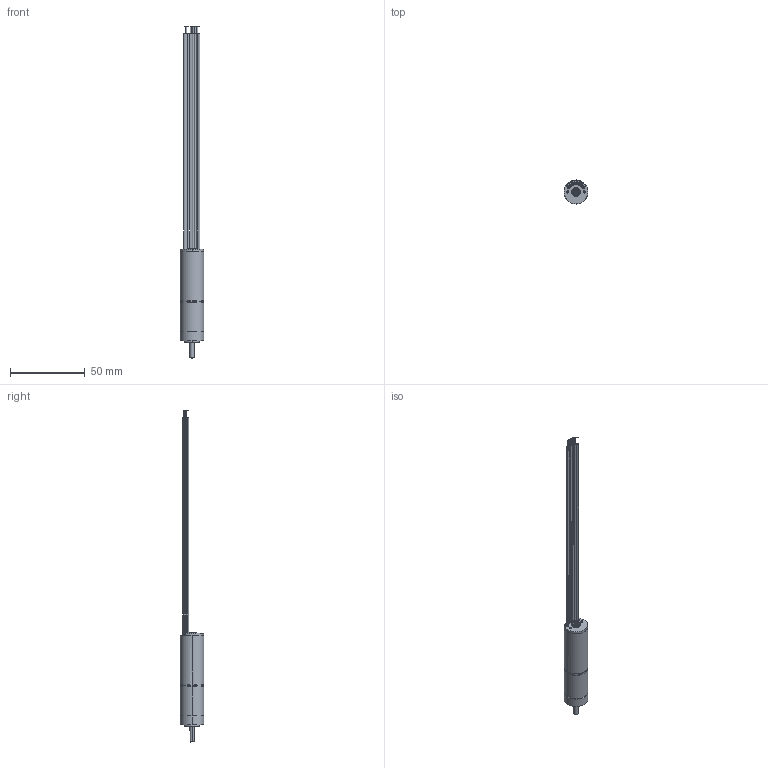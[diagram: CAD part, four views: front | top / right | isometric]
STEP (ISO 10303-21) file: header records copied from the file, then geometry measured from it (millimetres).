
FILE_DESCRIPTION (( 'STEP AP203' ), '1' );
FILE_NAME ('ECU16036+PG16M-0172.STEP', '2020-12-24T09:14:55', ( '88' ), ( '' ), 'SwSTEP 2.0', 'SolidWorks 2014', '' );
FILE_SCHEMA (( 'CONFIG_CONTROL_DESIGN' ));
Length unit declared in the file: millimetre
Products named in the file (1): ECU16036+PG16M-0172
Bounding box: 16 x 16 x 222.7 mm (x, y, z)
Surface area: 11423.2 mm2 (no closed solid volume)
Topology: 0 solids, 26 shells, 142 faces, 385 edges, 272 vertices
Faces by surface type: cylinder 77, plane 33, cone 20, bspline 12
Entity records: 5318 total; most frequent: CARTESIAN_POINT 1591, DIRECTION 851, ORIENTED_EDGE 631, EDGE_CURVE 385, AXIS2_PLACEMENT_3D 362, VERTEX_POINT 272, CIRCLE 231, EDGE_LOOP 171
